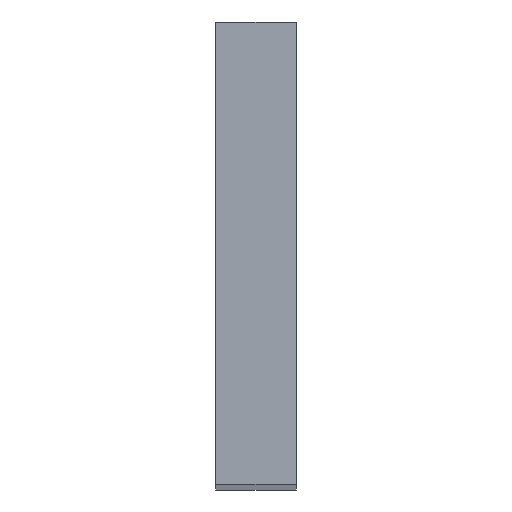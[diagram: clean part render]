
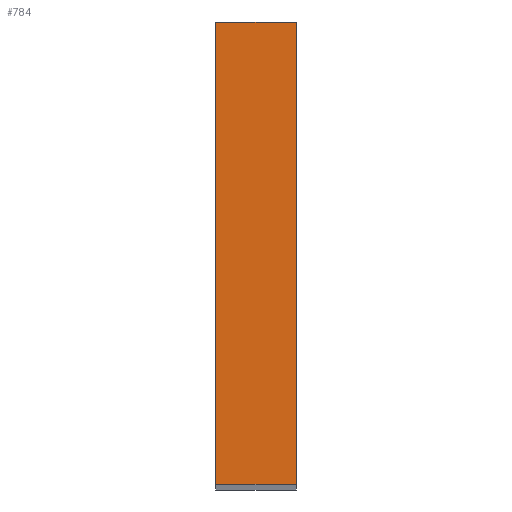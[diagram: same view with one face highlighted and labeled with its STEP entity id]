
A CAD part, top view. The second image highlights one B-rep face of the part: STEP entity #784.
In plain terms, the highlighted planar face has unit normal (0, 0, 1).
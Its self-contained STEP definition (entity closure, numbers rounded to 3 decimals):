
#28=PLANE('',#874);
#55=LINE('',#1228,#117);
#72=LINE('',#1281,#134);
#90=LINE('',#1364,#152);
#91=LINE('',#1366,#153);
#117=VECTOR('',#975,10.);
#134=VECTOR('',#1022,10.);
#152=VECTOR('',#1084,10.);
#153=VECTOR('',#1087,10.);
#208=FACE_OUTER_BOUND('',#249,.T.);
#249=EDGE_LOOP('',(#704,#705,#706,#707));
#349=VERTEX_POINT('',#1225);
#350=VERTEX_POINT('',#1227);
#365=VERTEX_POINT('',#1280);
#384=VERTEX_POINT('',#1362);
#439=EDGE_CURVE('',#350,#349,#55,.T.);
#465=EDGE_CURVE('',#350,#365,#72,.T.);
#499=EDGE_CURVE('',#349,#384,#90,.T.);
#500=EDGE_CURVE('',#365,#384,#91,.T.);
#704=ORIENTED_EDGE('',*,*,#499,.T.);
#705=ORIENTED_EDGE('',*,*,#500,.F.);
#706=ORIENTED_EDGE('',*,*,#465,.F.);
#707=ORIENTED_EDGE('',*,*,#439,.T.);
#784=ADVANCED_FACE('',(#208),#28,.T.);
#874=AXIS2_PLACEMENT_3D('',#1365,#1085,#1086);
#975=DIRECTION('',(0.,-1.,0.));
#1022=DIRECTION('',(1.,0.,0.));
#1084=DIRECTION('',(1.,0.,0.));
#1085=DIRECTION('center_axis',(0.,0.,1.));
#1086=DIRECTION('ref_axis',(0.,-1.,0.));
#1087=DIRECTION('',(0.,-1.,0.));
#1225=CARTESIAN_POINT('',(0.,0.,0.));
#1227=CARTESIAN_POINT('',(0.,16.,0.));
#1228=CARTESIAN_POINT('',(0.,16.,0.));
#1280=CARTESIAN_POINT('',(2.8,16.,0.));
#1281=CARTESIAN_POINT('',(2.2,16.,0.));
#1362=CARTESIAN_POINT('',(2.8,0.,0.));
#1364=CARTESIAN_POINT('',(2.2,0.,0.));
#1365=CARTESIAN_POINT('Origin',(2.2,16.,0.));
#1366=CARTESIAN_POINT('',(2.8,16.,0.));
